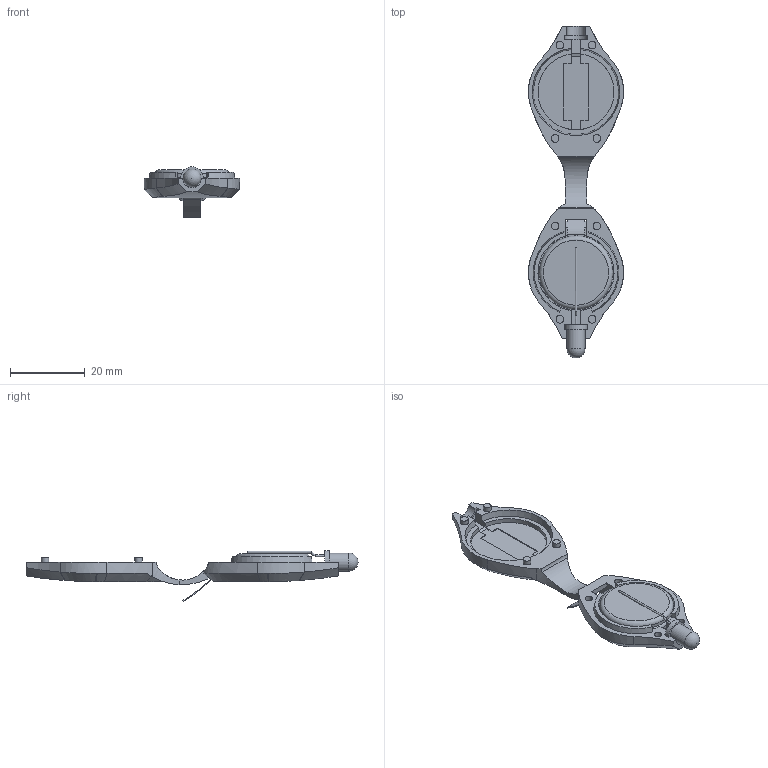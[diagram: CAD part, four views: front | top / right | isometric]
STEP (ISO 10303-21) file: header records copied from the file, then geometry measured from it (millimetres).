
FILE_DESCRIPTION(/* description */ (''),/* implementation_level */ '2;1');
FILE_NAME(/* name */ 'v light v2.step',/* time_stamp */ '2025-08-14T22:31:56-04:00',/* author */ (''),/* organization */ (''),/* preprocessor_version */ 'ST-DEVELOPER v20.1',/* originating_system */ 'Autodesk Translation Framework v14.10.0.0',/* authorisation */ '');
FILE_SCHEMA (('AUTOMOTIVE_DESIGN { 1 0 10303 214 3 1 1 }'));
Length unit declared in the file: inch
Products named in the file (6): v light; case; led; paper; battery; Component7
Assembly tree (5 placements, depth 3):
  v light
    case
    led
    paper
    battery
      Component7
Bounding box: 25.4 x 88.61 x 13.52 mm (x, y, z)
Volume: 5378.6 mm3; surface area: 6231.8 mm2
Topology: 5 solids, 5 shells, 171 faces, 436 edges, 283 vertices
Faces by surface type: plane 89, cylinder 44, bspline 28, cone 7, torus 2, sphere 1
Full cylindrical faces by diameter (mm): 0.508 x6, 2.032 x8, 4.826 x1, 6.096 x1, 19.638 x2
Entity records: 6087 total; most frequent: CARTESIAN_POINT 1925, ORIENTED_EDGE 870, DIRECTION 768, EDGE_CURVE 435, VERTEX_POINT 283, AXIS2_PLACEMENT_3D 263, LINE 242, VECTOR 242
